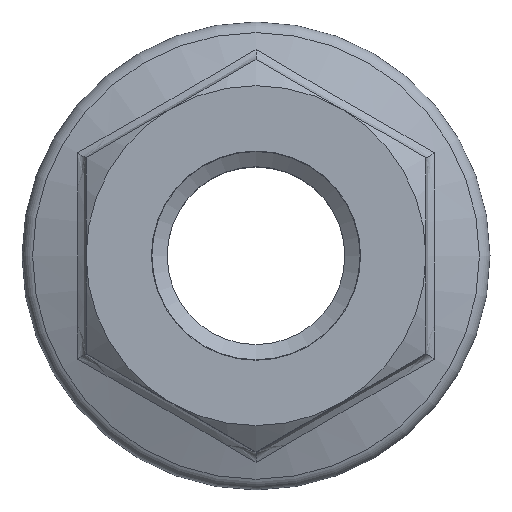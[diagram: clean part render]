
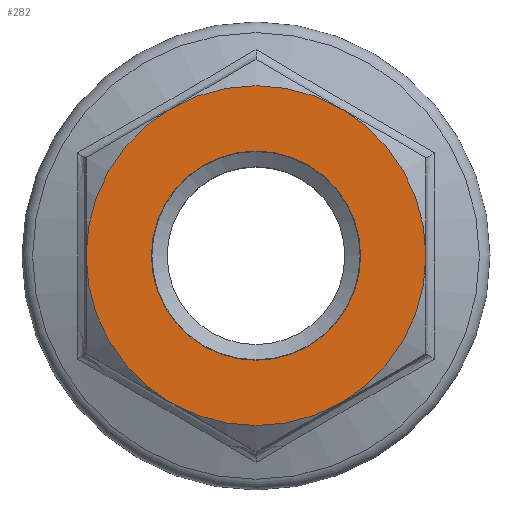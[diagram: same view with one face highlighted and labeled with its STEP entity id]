
A CAD part, top view. The second image highlights one B-rep face of the part: STEP entity #282.
In plain terms, the highlighted planar face has unit normal (0, 0, 1).
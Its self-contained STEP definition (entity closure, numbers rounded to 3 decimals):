
#1 = DIRECTION ( 'NONE',  ( -1., 0., 0. ) ) ;
#9 = EDGE_CURVE ( 'NONE', #416, #273, #1066, .T. ) ;
#14 = AXIS2_PLACEMENT_3D ( 'NONE', #487, #1197, #581 ) ;
#24 = CARTESIAN_POINT ( 'NONE',  ( 0., 0., 0. ) ) ;
#71 = CARTESIAN_POINT ( 'NONE',  ( 0., 0., 0. ) ) ;
#101 = CARTESIAN_POINT ( 'NONE',  ( 0., 0., 0. ) ) ;
#133 = DIRECTION ( 'NONE',  ( -1., 0., 0. ) ) ;
#136 = CIRCLE ( 'NONE', #531, 6.5 ) ;
#170 = EDGE_LOOP ( 'NONE', ( #1299, #680, #703, #1149, #1231, #972 ) ) ;
#171 = AXIS2_PLACEMENT_3D ( 'NONE', #101, #824, #205 ) ;
#178 = DIRECTION ( 'NONE',  ( -1., 0., 0. ) ) ;
#205 = DIRECTION ( 'NONE',  ( -1., 0., 0. ) ) ;
#258 = CIRCLE ( 'NONE', #754, 6.5 ) ;
#273 = VERTEX_POINT ( 'NONE', #521 ) ;
#282 = ADVANCED_FACE ( 'NONE', ( #1246, #1243 ), #854, .F. ) ;
#298 = CARTESIAN_POINT ( 'NONE',  ( 0., 0., 0. ) ) ;
#300 = EDGE_CURVE ( 'NONE', #375, #468, #258, .T. ) ;
#338 = AXIS2_PLACEMENT_3D ( 'NONE', #1142, #532, #1252 ) ;
#375 = VERTEX_POINT ( 'NONE', #1273 ) ;
#416 = VERTEX_POINT ( 'NONE', #1209 ) ;
#466 = CIRCLE ( 'NONE', #645, 6.5 ) ;
#468 = VERTEX_POINT ( 'NONE', #1214 ) ;
#487 = CARTESIAN_POINT ( 'NONE',  ( 0., 0., 0. ) ) ;
#521 = CARTESIAN_POINT ( 'NONE',  ( 3.25, -5.629, 0. ) ) ;
#531 = AXIS2_PLACEMENT_3D ( 'NONE', #71, #791, #178 ) ;
#532 = DIRECTION ( 'NONE',  ( 0., 0., 1. ) ) ;
#564 = EDGE_CURVE ( 'NONE', #784, #375, #136, .T. ) ;
#577 = DIRECTION ( 'NONE',  ( -1., 0., 0. ) ) ;
#581 = DIRECTION ( 'NONE',  ( 1., 0., 0. ) ) ;
#613 = DIRECTION ( 'NONE',  ( 0., 0., -1. ) ) ;
#643 = VERTEX_POINT ( 'NONE', #769 ) ;
#645 = AXIS2_PLACEMENT_3D ( 'NONE', #1236, #613, #1 ) ;
#680 = ORIENTED_EDGE ( 'NONE', *, *, #564, .F. ) ;
#703 = ORIENTED_EDGE ( 'NONE', *, *, #1206, .F. ) ;
#705 = DIRECTION ( 'NONE',  ( -1., 0., 0. ) ) ;
#709 = EDGE_CURVE ( 'NONE', #1181, #1181, #1032, .T. ) ;
#715 = CIRCLE ( 'NONE', #171, 6.5 ) ;
#747 = DIRECTION ( 'NONE',  ( 0., 0., -1. ) ) ;
#754 = AXIS2_PLACEMENT_3D ( 'NONE', #24, #747, #133 ) ;
#760 = CARTESIAN_POINT ( 'NONE',  ( 4., 0., 0. ) ) ;
#769 = CARTESIAN_POINT ( 'NONE',  ( 3.25, 5.629, 0. ) ) ;
#784 = VERTEX_POINT ( 'NONE', #1095 ) ;
#791 = DIRECTION ( 'NONE',  ( 0., 0., -1. ) ) ;
#824 = DIRECTION ( 'NONE',  ( 0., 0., -1. ) ) ;
#834 = ORIENTED_EDGE ( 'NONE', *, *, #709, .F. ) ;
#843 = CIRCLE ( 'NONE', #338, 6.5 ) ;
#854 = PLANE ( 'NONE',  #897 ) ;
#887 = EDGE_LOOP ( 'NONE', ( #834 ) ) ;
#897 = AXIS2_PLACEMENT_3D ( 'NONE', #984, #1193, #577 ) ;
#933 = AXIS2_PLACEMENT_3D ( 'NONE', #298, #1014, #705 ) ;
#972 = ORIENTED_EDGE ( 'NONE', *, *, #1232, .F. ) ;
#984 = CARTESIAN_POINT ( 'NONE',  ( 0., 7.506, 0. ) ) ;
#1014 = DIRECTION ( 'NONE',  ( 0., 0., -1. ) ) ;
#1026 = EDGE_CURVE ( 'NONE', #416, #643, #843, .T. ) ;
#1032 = CIRCLE ( 'NONE', #14, 4. ) ;
#1066 = CIRCLE ( 'NONE', #933, 6.5 ) ;
#1095 = CARTESIAN_POINT ( 'NONE',  ( -3.25, -5.629, 0. ) ) ;
#1142 = CARTESIAN_POINT ( 'NONE',  ( 0., 0., 0. ) ) ;
#1149 = ORIENTED_EDGE ( 'NONE', *, *, #9, .F. ) ;
#1181 = VERTEX_POINT ( 'NONE', #760 ) ;
#1193 = DIRECTION ( 'NONE',  ( 0., 0., -1. ) ) ;
#1197 = DIRECTION ( 'NONE',  ( 0., 0., 1. ) ) ;
#1206 = EDGE_CURVE ( 'NONE', #273, #784, #715, .T. ) ;
#1209 = CARTESIAN_POINT ( 'NONE',  ( 6.5, 0., 0. ) ) ;
#1214 = CARTESIAN_POINT ( 'NONE',  ( -3.25, 5.629, 0. ) ) ;
#1231 = ORIENTED_EDGE ( 'NONE', *, *, #1026, .T. ) ;
#1232 = EDGE_CURVE ( 'NONE', #468, #643, #466, .T. ) ;
#1236 = CARTESIAN_POINT ( 'NONE',  ( 0., 0., 0. ) ) ;
#1243 = FACE_BOUND ( 'NONE', #887, .T. ) ;
#1246 = FACE_OUTER_BOUND ( 'NONE', #170, .T. ) ;
#1252 = DIRECTION ( 'NONE',  ( 1., 0., 0. ) ) ;
#1273 = CARTESIAN_POINT ( 'NONE',  ( -6.5, 0., 0. ) ) ;
#1299 = ORIENTED_EDGE ( 'NONE', *, *, #300, .F. ) ;
